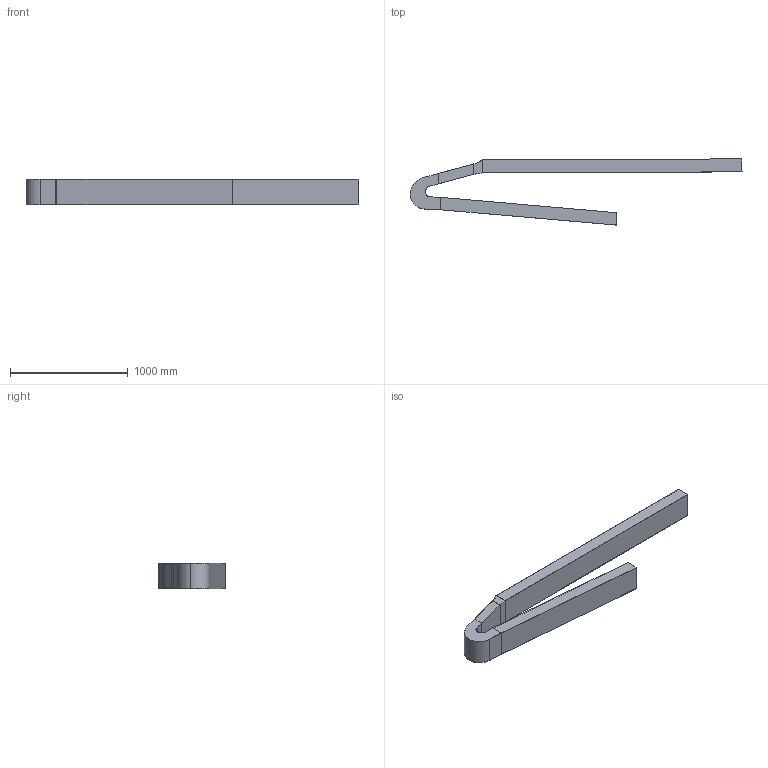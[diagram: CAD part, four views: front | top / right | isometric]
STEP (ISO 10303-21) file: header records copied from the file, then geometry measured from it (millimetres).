
FILE_DESCRIPTION((''),'2;1');
FILE_NAME('Target_Zusammenbau_Window_1_06.stp','2011-06-01T13:26:16',('Fetzer-J'),(''),'Autodesk Inventor 2011','Autodesk Inventor 2011','');
FILE_SCHEMA(('AUTOMOTIVE_DESIGN { 1 0 10303 214 1 1 1 1 }'));
Length unit declared in the file: millimetre
Products named in the file (6): Target_Zusammenbau_Window_1_06; freie_Oberfläche_Fenster; Sammelbecken_1; Düse_abgerundet; Rücklauf_1; Zulauf
Assembly tree (5 placements, depth 2):
  Target_Zusammenbau_Window_1_06
    freie_Oberfläche_Fenster
    Sammelbecken_1
    Düse_abgerundet
    Rücklauf_1
    Zulauf
Bounding box: 2817.11 x 561.78 x 220 mm (x, y, z)
Volume: 14291957.7 mm3; surface area: 5805237.4 mm2
Topology: 5 solids, 5 shells, 100 faces, 259 edges, 162 vertices
Faces by surface type: plane 75, cylinder 17, torus 4, cone 4
Entity records: 3189 total; most frequent: CARTESIAN_POINT 546, DIRECTION 523, ORIENTED_EDGE 518, EDGE_CURVE 259, VECTOR 209, LINE 209, VERTEX_POINT 162, AXIS2_PLACEMENT_3D 157
